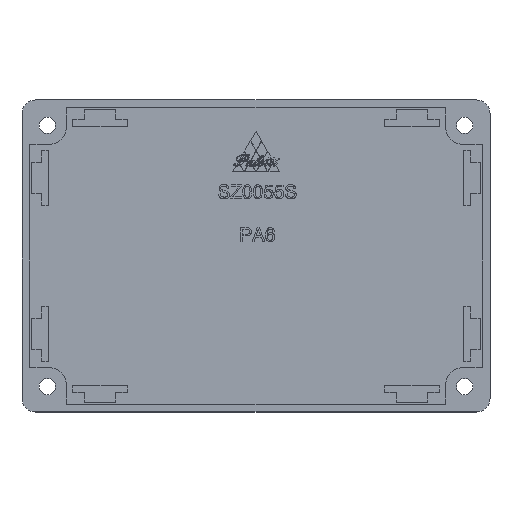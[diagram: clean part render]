
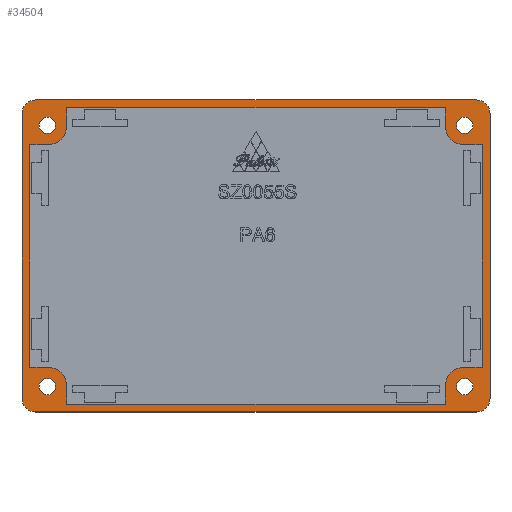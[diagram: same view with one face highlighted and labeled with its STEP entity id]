
A CAD part, top view. The second image highlights one B-rep face of the part: STEP entity #34504.
In plain terms, the highlighted planar face has unit normal (0, 0, 1).
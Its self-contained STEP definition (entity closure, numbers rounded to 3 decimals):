
#33143=CARTESIAN_POINT('',(-53.5,-28.5,0.0));
#33144=VERTEX_POINT('',#33143);
#33151=CARTESIAN_POINT('',(-48.5,-33.5,0.0));
#33152=VERTEX_POINT('',#33151);
#33153=CARTESIAN_POINT('',(-53.5,-33.5,0.0));
#33154=DIRECTION('',(0.0,0.0,1.0));
#33155=DIRECTION('',(-1.0,0.0,0.0));
#33156=AXIS2_PLACEMENT_3D('',#33153,#33154,#33155);
#33157=CIRCLE('',#33156,5.);
#33158=EDGE_CURVE('',#33152,#33144,#33157,.T.);
#33176=CARTESIAN_POINT('',(-48.5,-38.,0.0));
#33177=VERTEX_POINT('',#33176);
#33178=CARTESIAN_POINT('',(-48.5,-38.,0.0));
#33179=DIRECTION('',(0.0,1.0,0.0));
#33180=VECTOR('',#33179,4.5);
#33181=LINE('',#33178,#33180);
#33182=EDGE_CURVE('',#33177,#33152,#33181,.T.);
#33200=CARTESIAN_POINT('',(48.5,-38.,0.0));
#33201=VERTEX_POINT('',#33200);
#33202=CARTESIAN_POINT('',(48.5,-38.,0.0));
#33203=DIRECTION('',(-1.0,0.0,0.0));
#33204=VECTOR('',#33203,97.);
#33205=LINE('',#33202,#33204);
#33206=EDGE_CURVE('',#33201,#33177,#33205,.T.);
#33224=CARTESIAN_POINT('',(48.5,-33.5,0.0));
#33225=VERTEX_POINT('',#33224);
#33226=CARTESIAN_POINT('',(48.5,-33.5,0.0));
#33227=DIRECTION('',(0.0,-1.0,0.0));
#33228=VECTOR('',#33227,4.5);
#33229=LINE('',#33226,#33228);
#33230=EDGE_CURVE('',#33225,#33201,#33229,.T.);
#33248=CARTESIAN_POINT('',(53.5,-28.5,0.0));
#33249=VERTEX_POINT('',#33248);
#33250=CARTESIAN_POINT('',(53.5,-33.5,0.0));
#33251=DIRECTION('',(0.0,0.0,1.0));
#33252=DIRECTION('',(0.0,-1.0,0.0));
#33253=AXIS2_PLACEMENT_3D('',#33250,#33251,#33252);
#33254=CIRCLE('',#33253,5.);
#33255=EDGE_CURVE('',#33249,#33225,#33254,.T.);
#33273=CARTESIAN_POINT('',(58.,-28.5,0.0));
#33274=VERTEX_POINT('',#33273);
#33275=CARTESIAN_POINT('',(58.,-28.5,0.0));
#33276=DIRECTION('',(-1.0,0.0,0.0));
#33277=VECTOR('',#33276,4.5);
#33278=LINE('',#33275,#33277);
#33279=EDGE_CURVE('',#33274,#33249,#33278,.T.);
#33297=CARTESIAN_POINT('',(58.,28.5,0.0));
#33298=VERTEX_POINT('',#33297);
#33299=CARTESIAN_POINT('',(58.,28.5,0.0));
#33300=DIRECTION('',(0.0,-1.0,0.0));
#33301=VECTOR('',#33300,57.);
#33302=LINE('',#33299,#33301);
#33303=EDGE_CURVE('',#33298,#33274,#33302,.T.);
#33321=CARTESIAN_POINT('',(53.5,28.5,0.0));
#33322=VERTEX_POINT('',#33321);
#33323=CARTESIAN_POINT('',(53.5,28.5,0.0));
#33324=DIRECTION('',(1.0,0.0,0.0));
#33325=VECTOR('',#33324,4.5);
#33326=LINE('',#33323,#33325);
#33327=EDGE_CURVE('',#33322,#33298,#33326,.T.);
#33345=CARTESIAN_POINT('',(48.5,33.5,0.0));
#33346=VERTEX_POINT('',#33345);
#33347=CARTESIAN_POINT('',(53.5,33.5,0.0));
#33348=DIRECTION('',(0.0,0.0,1.0));
#33349=DIRECTION('',(1.0,0.0,0.0));
#33350=AXIS2_PLACEMENT_3D('',#33347,#33348,#33349);
#33351=CIRCLE('',#33350,5.);
#33352=EDGE_CURVE('',#33346,#33322,#33351,.T.);
#33370=CARTESIAN_POINT('',(48.5,38.,0.0));
#33371=VERTEX_POINT('',#33370);
#33372=CARTESIAN_POINT('',(48.5,38.,0.0));
#33373=DIRECTION('',(0.0,-1.0,0.0));
#33374=VECTOR('',#33373,4.5);
#33375=LINE('',#33372,#33374);
#33376=EDGE_CURVE('',#33371,#33346,#33375,.T.);
#33394=CARTESIAN_POINT('',(-48.5,38.,0.0));
#33395=VERTEX_POINT('',#33394);
#33396=CARTESIAN_POINT('',(-48.5,38.,0.0));
#33397=DIRECTION('',(1.0,0.0,0.0));
#33398=VECTOR('',#33397,97.);
#33399=LINE('',#33396,#33398);
#33400=EDGE_CURVE('',#33395,#33371,#33399,.T.);
#33418=CARTESIAN_POINT('',(-48.5,33.5,0.0));
#33419=VERTEX_POINT('',#33418);
#33420=CARTESIAN_POINT('',(-48.5,33.5,0.0));
#33421=DIRECTION('',(0.0,1.0,0.0));
#33422=VECTOR('',#33421,4.5);
#33423=LINE('',#33420,#33422);
#33424=EDGE_CURVE('',#33419,#33395,#33423,.T.);
#33442=CARTESIAN_POINT('',(-53.5,28.5,0.0));
#33443=VERTEX_POINT('',#33442);
#33444=CARTESIAN_POINT('',(-53.5,33.5,0.0));
#33445=DIRECTION('',(0.0,0.0,1.0));
#33446=DIRECTION('',(0.0,1.0,0.0));
#33447=AXIS2_PLACEMENT_3D('',#33444,#33445,#33446);
#33448=CIRCLE('',#33447,5.);
#33449=EDGE_CURVE('',#33443,#33419,#33448,.T.);
#33467=CARTESIAN_POINT('',(-58.,28.5,0.0));
#33468=VERTEX_POINT('',#33467);
#33469=CARTESIAN_POINT('',(-58.,28.5,0.0));
#33470=DIRECTION('',(1.0,0.0,0.0));
#33471=VECTOR('',#33470,4.5);
#33472=LINE('',#33469,#33471);
#33473=EDGE_CURVE('',#33468,#33443,#33472,.T.);
#33491=CARTESIAN_POINT('',(-58.,-28.5,0.0));
#33492=VERTEX_POINT('',#33491);
#33493=CARTESIAN_POINT('',(-58.,-28.5,0.0));
#33494=DIRECTION('',(0.0,1.0,0.0));
#33495=VECTOR('',#33494,57.);
#33496=LINE('',#33493,#33495);
#33497=EDGE_CURVE('',#33492,#33468,#33496,.T.);
#33515=CARTESIAN_POINT('',(-53.5,-28.5,0.0));
#33516=DIRECTION('',(-1.0,0.0,0.0));
#33517=VECTOR('',#33516,4.5);
#33518=LINE('',#33515,#33517);
#33519=EDGE_CURVE('',#33144,#33492,#33518,.T.);
#33606=CARTESIAN_POINT('',(55.6,-33.5,0.0));
#33607=VERTEX_POINT('',#33606);
#33608=CARTESIAN_POINT('',(53.5,-33.5,0.0));
#33609=DIRECTION('',(0.0,0.0,-1.0));
#33610=DIRECTION('',(-1.0,0.0,0.0));
#33611=AXIS2_PLACEMENT_3D('',#33608,#33609,#33610);
#33612=CIRCLE('',#33611,2.1);
#33613=EDGE_CURVE('',#33607,#33607,#33612,.T.);
#33626=CARTESIAN_POINT('',(-51.4,-33.5,0.0));
#33627=VERTEX_POINT('',#33626);
#33628=CARTESIAN_POINT('',(-53.5,-33.5,0.0));
#33629=DIRECTION('',(0.0,0.0,-1.0));
#33630=DIRECTION('',(-1.0,0.0,0.0));
#33631=AXIS2_PLACEMENT_3D('',#33628,#33629,#33630);
#33632=CIRCLE('',#33631,2.1);
#33633=EDGE_CURVE('',#33627,#33627,#33632,.T.);
#33742=CARTESIAN_POINT('',(55.6,33.5,0.0));
#33743=VERTEX_POINT('',#33742);
#33744=CARTESIAN_POINT('',(53.5,33.5,0.0));
#33745=DIRECTION('',(0.0,0.0,-1.0));
#33746=DIRECTION('',(-1.0,0.0,0.0));
#33747=AXIS2_PLACEMENT_3D('',#33744,#33745,#33746);
#33748=CIRCLE('',#33747,2.1);
#33749=EDGE_CURVE('',#33743,#33743,#33748,.T.);
#33810=CARTESIAN_POINT('',(-51.4,33.5,0.0));
#33811=VERTEX_POINT('',#33810);
#33812=CARTESIAN_POINT('',(-53.5,33.5,0.0));
#33813=DIRECTION('',(0.0,0.0,-1.0));
#33814=DIRECTION('',(-1.0,0.0,0.0));
#33815=AXIS2_PLACEMENT_3D('',#33812,#33813,#33814);
#33816=CIRCLE('',#33815,2.1);
#33817=EDGE_CURVE('',#33811,#33811,#33816,.T.);
#34287=CARTESIAN_POINT('',(-60.,36.5,0.0));
#34288=VERTEX_POINT('',#34287);
#34295=CARTESIAN_POINT('',(-56.5,40.,0.0));
#34296=VERTEX_POINT('',#34295);
#34297=CARTESIAN_POINT('',(-56.5,36.5,0.0));
#34298=DIRECTION('',(0.0,0.0,-1.0));
#34299=DIRECTION('',(-0.707,0.707,0.0));
#34300=AXIS2_PLACEMENT_3D('',#34297,#34298,#34299);
#34301=CIRCLE('',#34300,3.5);
#34302=EDGE_CURVE('',#34288,#34296,#34301,.T.);
#34319=CARTESIAN_POINT('',(-60.,-36.5,0.0));
#34320=VERTEX_POINT('',#34319);
#34327=CARTESIAN_POINT('',(-60.,-36.5,0.0));
#34328=DIRECTION('',(0.0,1.0,0.0));
#34329=VECTOR('',#34328,73.);
#34330=LINE('',#34327,#34329);
#34331=EDGE_CURVE('',#34320,#34288,#34330,.T.);
#34343=CARTESIAN_POINT('',(-56.5,-40.,0.0));
#34344=VERTEX_POINT('',#34343);
#34351=CARTESIAN_POINT('',(-56.5,-36.5,0.0));
#34352=DIRECTION('',(0.0,0.0,-1.0));
#34353=DIRECTION('',(-0.707,-0.707,0.0));
#34354=AXIS2_PLACEMENT_3D('',#34351,#34352,#34353);
#34355=CIRCLE('',#34354,3.5);
#34356=EDGE_CURVE('',#34344,#34320,#34355,.T.);
#34368=CARTESIAN_POINT('',(56.5,-40.,0.0));
#34369=VERTEX_POINT('',#34368);
#34376=CARTESIAN_POINT('',(56.5,-40.,0.0));
#34377=DIRECTION('',(-1.0,0.0,0.0));
#34378=VECTOR('',#34377,113.0);
#34379=LINE('',#34376,#34378);
#34380=EDGE_CURVE('',#34369,#34344,#34379,.T.);
#34421=CARTESIAN_POINT('',(56.5,40.,0.0));
#34422=VERTEX_POINT('',#34421);
#34423=CARTESIAN_POINT('',(-56.5,40.,0.0));
#34424=DIRECTION('',(1.0,0.0,0.0));
#34425=VECTOR('',#34424,113.0);
#34426=LINE('',#34423,#34425);
#34427=EDGE_CURVE('',#34296,#34422,#34426,.T.);
#34438=CARTESIAN_POINT('',(0.0,0.0,0.0));
#34439=DIRECTION('',(0.0,0.0,1.0));
#34440=DIRECTION('',(1.0,0.0,0.0));
#34441=AXIS2_PLACEMENT_3D('',#34438,#34439,#34440);
#34442=PLANE('',#34441);
#34443=ORIENTED_EDGE('',*,*,#34302,.F.);
#34444=ORIENTED_EDGE('',*,*,#34331,.F.);
#34445=ORIENTED_EDGE('',*,*,#34356,.F.);
#34446=ORIENTED_EDGE('',*,*,#34380,.F.);
#34447=CARTESIAN_POINT('',(60.,-36.5,0.0));
#34448=VERTEX_POINT('',#34447);
#34449=CARTESIAN_POINT('',(56.5,-36.5,0.0));
#34450=DIRECTION('',(0.0,0.0,-1.0));
#34451=DIRECTION('',(0.707,-0.707,0.0));
#34452=AXIS2_PLACEMENT_3D('',#34449,#34450,#34451);
#34453=CIRCLE('',#34452,3.5);
#34454=EDGE_CURVE('',#34448,#34369,#34453,.T.);
#34455=ORIENTED_EDGE('',*,*,#34454,.F.);
#34456=CARTESIAN_POINT('',(60.,36.5,0.0));
#34457=VERTEX_POINT('',#34456);
#34458=CARTESIAN_POINT('',(60.,36.5,0.0));
#34459=DIRECTION('',(0.0,-1.0,0.0));
#34460=VECTOR('',#34459,73.);
#34461=LINE('',#34458,#34460);
#34462=EDGE_CURVE('',#34457,#34448,#34461,.T.);
#34463=ORIENTED_EDGE('',*,*,#34462,.F.);
#34464=CARTESIAN_POINT('',(56.5,36.5,0.0));
#34465=DIRECTION('',(0.0,0.0,-1.0));
#34466=DIRECTION('',(0.707,0.707,0.0));
#34467=AXIS2_PLACEMENT_3D('',#34464,#34465,#34466);
#34468=CIRCLE('',#34467,3.5);
#34469=EDGE_CURVE('',#34422,#34457,#34468,.T.);
#34470=ORIENTED_EDGE('',*,*,#34469,.F.);
#34471=ORIENTED_EDGE('',*,*,#34427,.F.);
#34472=EDGE_LOOP('',(#34443,#34444,#34445,#34446,#34455,#34463,#34470,#34471));
#34473=FACE_OUTER_BOUND('',#34472,.T.);
#34474=ORIENTED_EDGE('',*,*,#33158,.T.);
#34475=ORIENTED_EDGE('',*,*,#33519,.T.);
#34476=ORIENTED_EDGE('',*,*,#33497,.T.);
#34477=ORIENTED_EDGE('',*,*,#33473,.T.);
#34478=ORIENTED_EDGE('',*,*,#33449,.T.);
#34479=ORIENTED_EDGE('',*,*,#33424,.T.);
#34480=ORIENTED_EDGE('',*,*,#33400,.T.);
#34481=ORIENTED_EDGE('',*,*,#33376,.T.);
#34482=ORIENTED_EDGE('',*,*,#33352,.T.);
#34483=ORIENTED_EDGE('',*,*,#33327,.T.);
#34484=ORIENTED_EDGE('',*,*,#33303,.T.);
#34485=ORIENTED_EDGE('',*,*,#33279,.T.);
#34486=ORIENTED_EDGE('',*,*,#33255,.T.);
#34487=ORIENTED_EDGE('',*,*,#33230,.T.);
#34488=ORIENTED_EDGE('',*,*,#33206,.T.);
#34489=ORIENTED_EDGE('',*,*,#33182,.T.);
#34490=EDGE_LOOP('',(#34474,#34475,#34476,#34477,#34478,#34479,#34480,#34481,#34482,#34483,#34484,#34485,#34486,#34487,#34488,#34489));
#34491=FACE_BOUND('',#34490,.T.);
#34492=ORIENTED_EDGE('',*,*,#33613,.T.);
#34493=EDGE_LOOP('',(#34492));
#34494=FACE_BOUND('',#34493,.T.);
#34495=ORIENTED_EDGE('',*,*,#33633,.T.);
#34496=EDGE_LOOP('',(#34495));
#34497=FACE_BOUND('',#34496,.T.);
#34498=ORIENTED_EDGE('',*,*,#33749,.T.);
#34499=EDGE_LOOP('',(#34498));
#34500=FACE_BOUND('',#34499,.T.);
#34501=ORIENTED_EDGE('',*,*,#33817,.T.);
#34502=EDGE_LOOP('',(#34501));
#34503=FACE_BOUND('',#34502,.T.);
#34504=ADVANCED_FACE('',(#34473,#34491,#34494,#34497,#34500,#34503),#34442,.T.);
